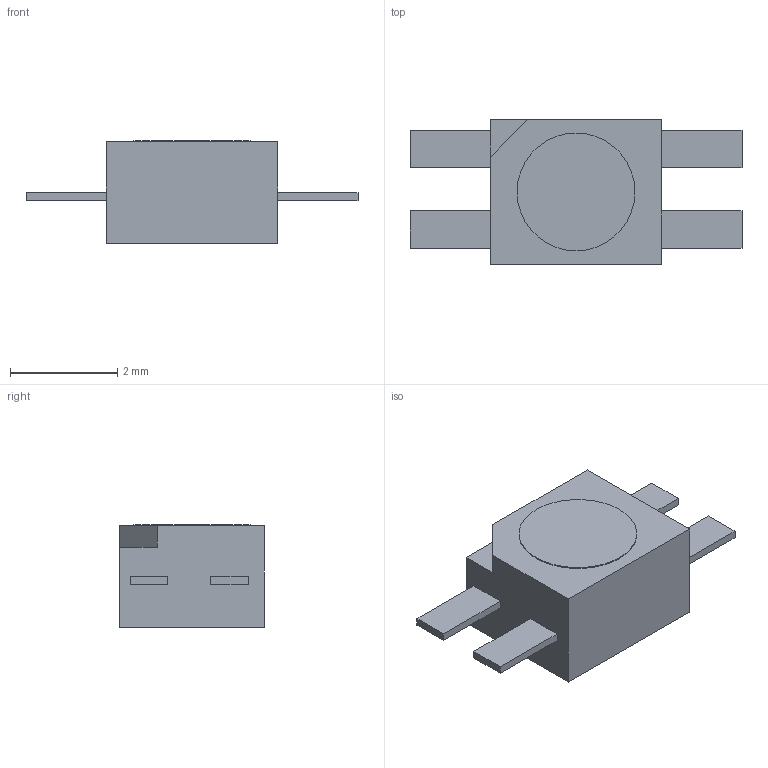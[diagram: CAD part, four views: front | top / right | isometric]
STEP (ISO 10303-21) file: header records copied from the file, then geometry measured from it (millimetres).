
FILE_DESCRIPTION(('FreeCAD Model'),'2;1');
FILE_NAME('Pady_fd.step', '2020-01-26T20:23:17',('kicad StepUp'),('ksu MCAD'), 'Open CASCADE STEP processor 7.3','FreeCAD','Unknown');
FILE_SCHEMA(('AUTOMOTIVE_DESIGN { 1 0 10303 214 1 1 1 1 }'));
Length unit declared in the file: millimetre
Products named in the file (1): Pady_fd
Bounding box: 6.2 x 2.7 x 1.92 mm (x, y, z)
Volume: 17 mm3; surface area: 49.9 mm2
Topology: 1 solids, 1 shells, 30 faces, 69 edges, 46 vertices
Faces by surface type: plane 29, cylinder 1
Full cylindrical faces by diameter (mm): 2.2 x1
Entity records: 1059 total; most frequent: CARTESIAN_POINT 146, ORIENTED_EDGE 138, DIRECTION 133, EDGE_CURVE 69, LINE 67, VECTOR 67, VERTEX_POINT 46, FACE_BOUND 35
